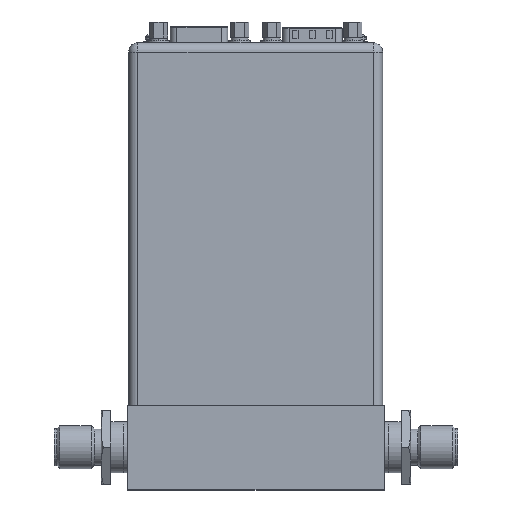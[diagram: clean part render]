
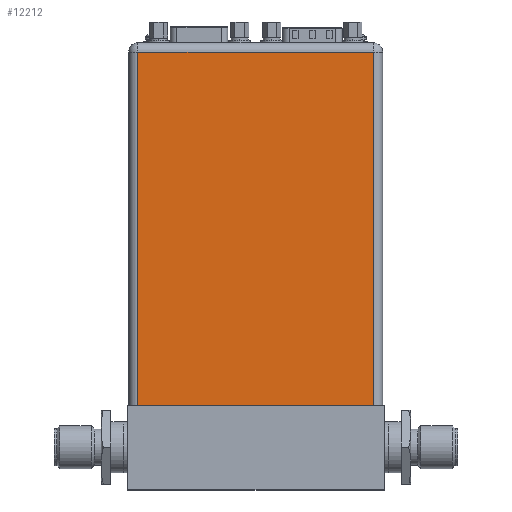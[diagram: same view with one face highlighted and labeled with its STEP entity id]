
A CAD part, top view. The second image highlights one B-rep face of the part: STEP entity #12212.
In plain terms, the highlighted planar face has unit normal (0, 0, 1).
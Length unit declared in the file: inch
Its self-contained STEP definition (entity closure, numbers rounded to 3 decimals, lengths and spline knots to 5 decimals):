
#9122=DIRECTION('',(1.,0.,0.));
#9123=VECTOR('',#9122,2.757);
#9124=CARTESIAN_POINT('',(-1.3785,0.,1.425));
#9125=LINE('',#9124,#9123);
#10502=DIRECTION('',(0.,-1.,0.));
#10503=VECTOR('',#10502,4.141);
#10504=CARTESIAN_POINT('',(1.3785,4.141,1.425));
#10505=LINE('',#10504,#10503);
#10509=DIRECTION('',(0.,-1.,0.));
#10510=VECTOR('',#10509,4.141);
#10511=CARTESIAN_POINT('',(-1.3785,4.141,1.425));
#10512=LINE('',#10511,#10510);
#10516=DIRECTION('',(1.,0.,0.));
#10517=VECTOR('',#10516,2.757);
#10518=CARTESIAN_POINT('',(-1.3785,4.141,1.425));
#10519=LINE('',#10518,#10517);
#10859=CARTESIAN_POINT('',(1.3785,0.,1.425));
#10861=VERTEX_POINT('',#10859);
#10862=CARTESIAN_POINT('',(1.3785,4.141,1.425));
#10863=VERTEX_POINT('',#10862);
#10874=CARTESIAN_POINT('',(-1.3785,0.,1.425));
#10876=VERTEX_POINT('',#10874);
#10878=CARTESIAN_POINT('',(-1.3785,4.141,1.425));
#10879=VERTEX_POINT('',#10878);
#12200=CARTESIAN_POINT('',(-1.4875,0.,1.425));
#12201=DIRECTION('',(0.,0.,1.));
#12202=DIRECTION('',(1.,0.,0.));
#12203=AXIS2_PLACEMENT_3D('',#12200,#12201,#12202);
#12204=PLANE('',#12203);
#12205=ORIENTED_EDGE('',*,*,#12193,.T.);
#12206=ORIENTED_EDGE('',*,*,#11101,.F.);
#12208=ORIENTED_EDGE('',*,*,#12207,.F.);
#12209=ORIENTED_EDGE('',*,*,#11838,.T.);
#12210=EDGE_LOOP('',(#12205,#12206,#12208,#12209));
#12211=FACE_OUTER_BOUND('',#12210,.F.);
#12212=ADVANCED_FACE('',(#12211),#12204,.T.);
#11101=EDGE_CURVE('',#10876,#10861,#9125,.T.);
#11838=EDGE_CURVE('',#10879,#10863,#10519,.T.);
#12193=EDGE_CURVE('',#10863,#10861,#10505,.T.);
#12207=EDGE_CURVE('',#10879,#10876,#10512,.T.);
